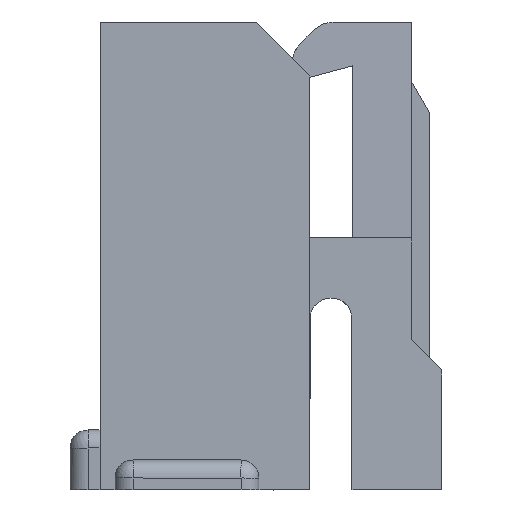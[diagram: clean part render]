
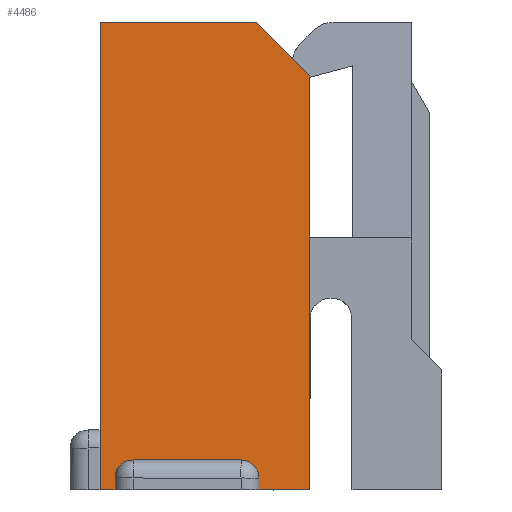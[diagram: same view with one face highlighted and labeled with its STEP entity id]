
A CAD part, left-side view. The second image highlights one B-rep face of the part: STEP entity #4486.
In plain terms, the highlighted planar face has unit normal (-1, 0, 0).
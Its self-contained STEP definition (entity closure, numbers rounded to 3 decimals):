
#3344=CARTESIAN_POINT('',(-7.081,-1.698,-3.783));
#3345=VERTEX_POINT('',#3344);
#3352=CARTESIAN_POINT('',(-7.081,-0.873,-3.783));
#3353=VERTEX_POINT('',#3352);
#3354=CARTESIAN_POINT('',(-7.081,-1.698,-3.783));
#3355=DIRECTION('',(0.,1.,0.));
#3356=VECTOR('',#3355,0.825);
#3357=LINE('',#3354,#3356);
#3358=EDGE_CURVE('',#3345,#3353,#3357,.T.);
#3394=CARTESIAN_POINT('',(-7.081,1.455,-3.783));
#3395=VERTEX_POINT('',#3394);
#3402=CARTESIAN_POINT('',(-7.081,1.698,-3.783));
#3403=VERTEX_POINT('',#3402);
#3404=CARTESIAN_POINT('',(-7.081,1.455,-3.783));
#3405=DIRECTION('',(0.,1.,0.));
#3406=VECTOR('',#3405,0.243);
#3407=LINE('',#3404,#3406);
#3408=EDGE_CURVE('',#3395,#3403,#3407,.T.);
#3732=CARTESIAN_POINT('',(-7.081,1.698,3.783));
#3733=VERTEX_POINT('',#3732);
#3734=CARTESIAN_POINT('',(-7.081,1.698,-3.783));
#3735=DIRECTION('',(0.,0.,1.));
#3736=VECTOR('',#3735,7.566);
#3737=LINE('',#3734,#3736);
#3738=EDGE_CURVE('',#3403,#3733,#3737,.T.);
#4402=CARTESIAN_POINT('',(-7.081,-1.698,2.91));
#4403=VERTEX_POINT('',#4402);
#4410=CARTESIAN_POINT('',(-7.081,-1.698,2.91));
#4411=DIRECTION('',(0.,0.,-1.));
#4412=VECTOR('',#4411,6.693);
#4413=LINE('',#4410,#4412);
#4414=EDGE_CURVE('',#4403,#3345,#4413,.T.);
#4421=CARTESIAN_POINT('',(-7.081,0.,0.));
#4422=DIRECTION('',(0.,-1.,0.));
#4423=DIRECTION('',(-1.,0.,0.));
#4424=AXIS2_PLACEMENT_3D('',#4421,#4423,#4422);
#4425=PLANE('',#4424);
#4426=CARTESIAN_POINT('',(-7.081,-0.825,3.783));
#4427=VERTEX_POINT('',#4426);
#4428=CARTESIAN_POINT('',(-7.081,-1.698,2.91));
#4429=DIRECTION('',(0.,0.707,0.707));
#4430=VECTOR('',#4429,1.235);
#4431=LINE('',#4428,#4430);
#4432=EDGE_CURVE('',#4403,#4427,#4431,.T.);
#4433=ORIENTED_EDGE('',*,*,#4432,.T.);
#4434=CARTESIAN_POINT('',(-7.081,-0.825,3.783));
#4435=DIRECTION('',(0.,1.,0.));
#4436=VECTOR('',#4435,2.522);
#4437=LINE('',#4434,#4436);
#4438=EDGE_CURVE('',#4427,#3733,#4437,.T.);
#4439=ORIENTED_EDGE('',*,*,#4438,.T.);
#4440=ORIENTED_EDGE('',*,*,#3738,.F.);
#4441=ORIENTED_EDGE('',*,*,#3408,.F.);
#4442=CARTESIAN_POINT('',(-7.081,1.455,-3.589));
#4443=VERTEX_POINT('',#4442);
#4444=CARTESIAN_POINT('',(-7.081,1.455,-3.783));
#4445=DIRECTION('',(0.,0.,1.));
#4446=VECTOR('',#4445,0.194);
#4447=LINE('',#4444,#4446);
#4448=EDGE_CURVE('',#3395,#4443,#4447,.T.);
#4449=ORIENTED_EDGE('',*,*,#4448,.T.);
#4450=CARTESIAN_POINT('',(-7.081,1.164,-3.298));
#4451=VERTEX_POINT('',#4450);
#4452=CARTESIAN_POINT('',(-7.081,1.164,-3.589));
#4453=DIRECTION('',(0.,1.,0.));
#4454=DIRECTION('',(1.,0.,0.));
#4455=AXIS2_PLACEMENT_3D('',#4452,#4454,#4453);
#4456=CIRCLE('',#4455,0.291);
#4457=EDGE_CURVE('',#4443,#4451,#4456,.T.);
#4458=ORIENTED_EDGE('',*,*,#4457,.T.);
#4459=CARTESIAN_POINT('',(-7.081,-0.582,-3.298));
#4460=VERTEX_POINT('',#4459);
#4461=CARTESIAN_POINT('',(-7.081,1.164,-3.298));
#4462=DIRECTION('',(0.,-1.,0.));
#4463=VECTOR('',#4462,1.746);
#4464=LINE('',#4461,#4463);
#4465=EDGE_CURVE('',#4451,#4460,#4464,.T.);
#4466=ORIENTED_EDGE('',*,*,#4465,.T.);
#4467=CARTESIAN_POINT('',(-7.081,-0.873,-3.589));
#4468=VERTEX_POINT('',#4467);
#4469=CARTESIAN_POINT('',(-7.081,-0.582,-3.589));
#4470=DIRECTION('',(0.,0.,1.));
#4471=DIRECTION('',(1.,0.,0.));
#4472=AXIS2_PLACEMENT_3D('',#4469,#4471,#4470);
#4473=CIRCLE('',#4472,0.291);
#4474=EDGE_CURVE('',#4460,#4468,#4473,.T.);
#4475=ORIENTED_EDGE('',*,*,#4474,.T.);
#4476=CARTESIAN_POINT('',(-7.081,-0.873,-3.589));
#4477=DIRECTION('',(0.,0.,-1.));
#4478=VECTOR('',#4477,0.194);
#4479=LINE('',#4476,#4478);
#4480=EDGE_CURVE('',#4468,#3353,#4479,.T.);
#4481=ORIENTED_EDGE('',*,*,#4480,.T.);
#4482=ORIENTED_EDGE('',*,*,#3358,.F.);
#4483=ORIENTED_EDGE('',*,*,#4414,.F.);
#4484=EDGE_LOOP('',(#4433,#4439,#4440,#4441,#4449,#4458,#4466,#4475,#4481,#4482,#4483));
#4485=FACE_OUTER_BOUND('',#4484,.T.);
#4486=ADVANCED_FACE('',(#4485),#4425,.T.);
